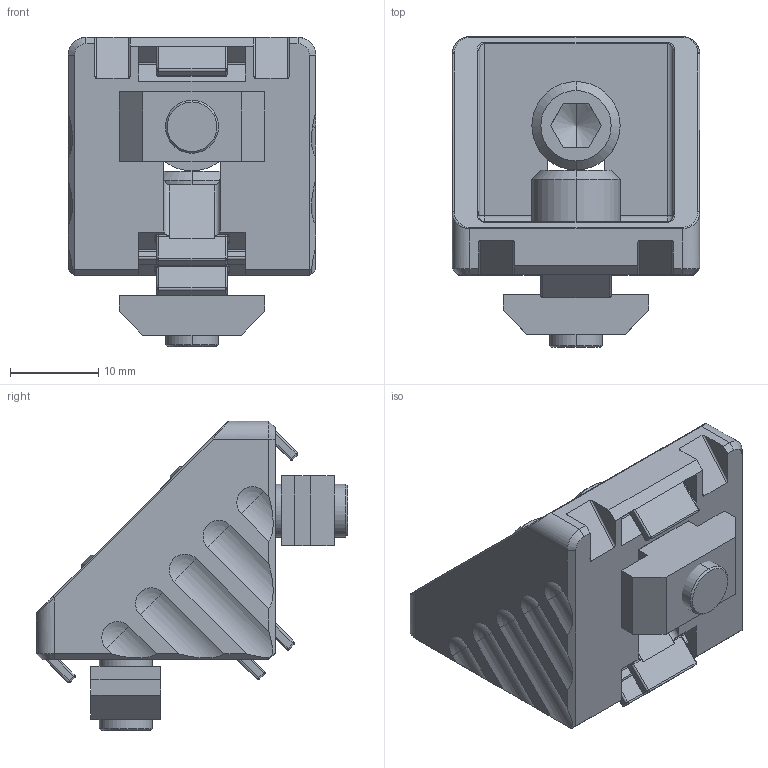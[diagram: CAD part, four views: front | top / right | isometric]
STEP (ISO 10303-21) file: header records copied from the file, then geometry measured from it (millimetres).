
FILE_DESCRIPTION (( 'STEP AP214' ), '1' );
FILE_NAME ('38DEFAU1122192831186.step', '2006-11-23T00:28:07', ( 'sysAdmin' ), ( 'SolidWorks' ), 'SwSTEP 2.0', 'SolidWorks 2007', '' );
FILE_SCHEMA (( 'AUTOMOTIVE_DESIGN' ));
Length unit declared in the file: millimetre
Products named in the file (1): 38DEFAU1122192831186
Bounding box: 28 x 35.2 x 35 mm (x, y, z)
Volume: 10706.7 mm3; surface area: 6953.4 mm2
Topology: 5 solids, 5 shells, 288 faces, 763 edges, 464 vertices
Faces by surface type: plane 122, cylinder 100, sphere 32, bspline 18, cone 16
Entity records: 8942 total; most frequent: CARTESIAN_POINT 2240, ORIENTED_EDGE 1442, DIRECTION 1319, EDGE_CURVE 721, VERTEX_POINT 446, AXIS2_PLACEMENT_3D 443, LINE 433, VECTOR 433
